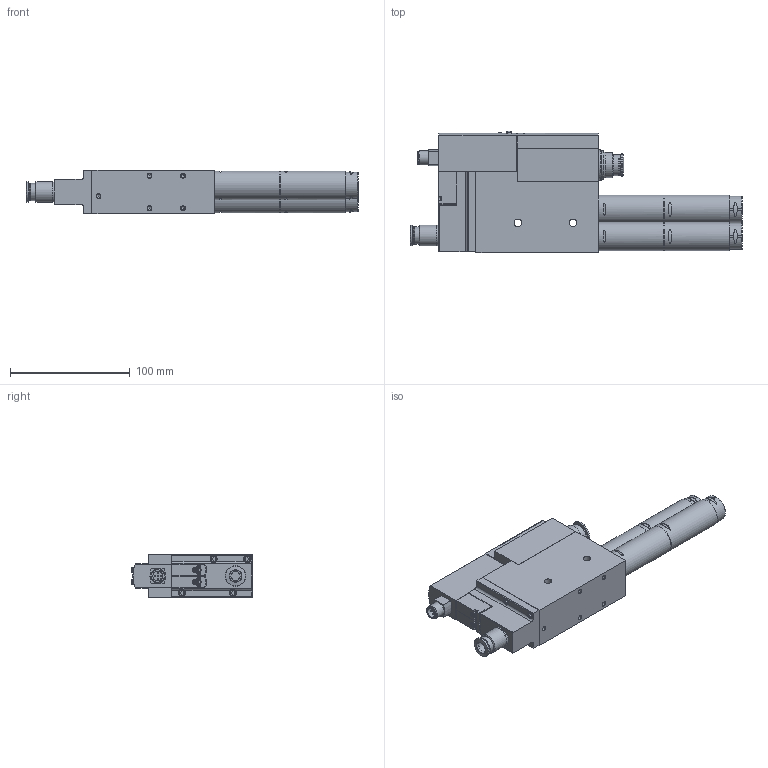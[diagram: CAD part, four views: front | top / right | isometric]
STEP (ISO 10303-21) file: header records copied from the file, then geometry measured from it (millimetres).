
FILE_DESCRIPTION(/* description */ ('STEP AP214'),/* implementation_level */ '2;1');
FILE_NAME(/* name */ '8070095_OVEM-20-H-C-QO-CE-N-1PD',/* time_stamp */ '2024-09-10T15:59:18+02:00',/* author */ ('License CC BY-ND 4.0'),/* organization */ ('CADENAS'),/* preprocessor_version */ 'ST-DEVELOPER v19.3',/* originating_system */ 'PARTsolutions',/* authorisation */ ' ');
FILE_SCHEMA (('FEATURE_BASED_PROCESS_PLANNING','AUTOMOTIVE_DESIGN {1 0 10303 214 3 1 1}'));
Length unit declared in the file: millimetre
Products named in the file (6): 8070095 OVEM-20-H-C-QO-CE-N-1PD; 8070095 OVEM-20-H-C-QO-CE-N-1PD_(QO_1PD_CE_4)---(b); 186112 QS-G1/4-10-I; 186115 QS-G1/2-12-I; 538433 UOM-3/8; 538437 UOMS-3/8
Assembly tree (7 placements, depth 2):
  8070095 OVEM-20-H-C-QO-CE-N-1PD
    8070095 OVEM-20-H-C-QO-CE-N-1PD_(QO_1PD_CE_4)---(b)
    186112 QS-G1/4-10-I
    186115 QS-G1/2-12-I
    538433 UOM-3/8  x2
    538437 UOMS-3/8  x2
Bounding box: 277.2 x 101.1 x 36 mm (x, y, z)
Volume: 497866 mm3; surface area: 86372.8 mm2
Topology: 7 solids, 7 shells, 764 faces, 1928 edges, 1264 vertices
Faces by surface type: cylinder 338, plane 329, cone 61, torus 36
Full cylindrical faces by diameter (mm): 1 x5, 2.5 x1, 3.1 x2, 3.242 x5, 3.3 x2, 4 x2, 4.459 x1, 5.5 x8, 6 x8, 6.4 x2, 6.5 x2, 8 x3, 8.3 x1, 10 x1, 10.6 x1, 11 x1, 11.4 x1, 11.445 x1, 12 x2, 13.157 x1, 13.4 x1, 14.3 x2, 14.6 x2, 14.95 x2, 16.4 x2, 16.662 x2, 16.8 x1, 17 x2, 17.4 x2, 18.631 x1
Entity records: 24392 total; most frequent: CARTESIAN_POINT 3815, DIRECTION 3420, ORIENTED_EDGE 3052, EDGE_CURVE 1526, AXIS2_PLACEMENT_3D 1315, VERTEX_POINT 1096, FACE_BOUND 938, EDGE_LOOP 933
